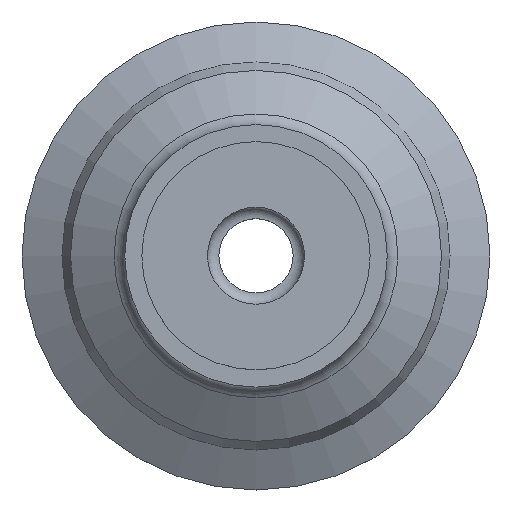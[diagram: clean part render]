
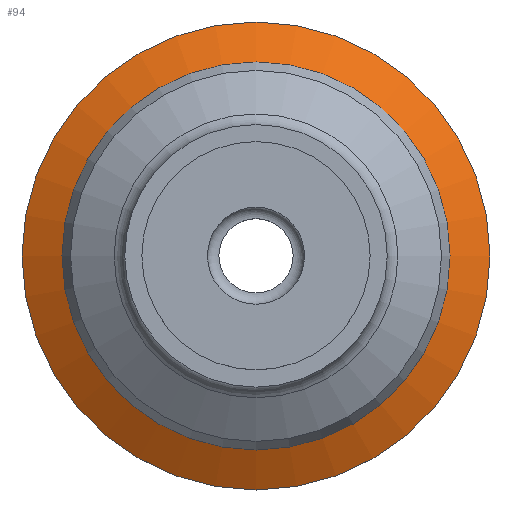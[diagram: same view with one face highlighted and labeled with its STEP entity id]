
A CAD part, top view. The second image highlights one B-rep face of the part: STEP entity #94.
In plain terms, the highlighted conical face has half-angle 61.484 degrees and reference radius 17 mm.
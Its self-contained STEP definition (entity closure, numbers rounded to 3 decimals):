
#94 = ADVANCED_FACE( '', ( #155, #156 ), #157, .T. );
#155 = FACE_OUTER_BOUND( '', #230, .T. );
#156 = FACE_BOUND( '', #231, .T. );
#157 = CONICAL_SURFACE( '', #232, 17., 1.073 );
#230 = EDGE_LOOP( '', ( #339 ) );
#231 = EDGE_LOOP( '', ( #340 ) );
#232 = AXIS2_PLACEMENT_3D( '', #341, #342, #343 );
#339 = ORIENTED_EDGE( '', *, *, #399, .F. );
#340 = ORIENTED_EDGE( '', *, *, #400, .T. );
#341 = CARTESIAN_POINT( '', ( 0., 0., 2.5 ) );
#342 = DIRECTION( '', ( 0., 0., -1. ) );
#343 = DIRECTION( '', ( -1., 0., 0. ) );
#399 = EDGE_CURVE( '', #444, #444, #445, .T. );
#400 = EDGE_CURVE( '', #446, #446, #447, .T. );
#444 = VERTEX_POINT( '', #494 );
#445 = CIRCLE( '', #495, 20.5 );
#446 = VERTEX_POINT( '', #496 );
#447 = CIRCLE( '', #497, 17. );
#494 = CARTESIAN_POINT( '', ( -20.5, 0., 0.598 ) );
#495 = AXIS2_PLACEMENT_3D( '', #564, #565, #566 );
#496 = CARTESIAN_POINT( '', ( -17., 0., 2.5 ) );
#497 = AXIS2_PLACEMENT_3D( '', #567, #568, #569 );
#564 = CARTESIAN_POINT( '', ( 0., 0., 0.598 ) );
#565 = DIRECTION( '', ( 0., 0., -1. ) );
#566 = DIRECTION( '', ( -1., 0., 0. ) );
#567 = CARTESIAN_POINT( '', ( 0., 0., 2.5 ) );
#568 = DIRECTION( '', ( 0., 0., -1. ) );
#569 = DIRECTION( '', ( -1., 0., 0. ) );
